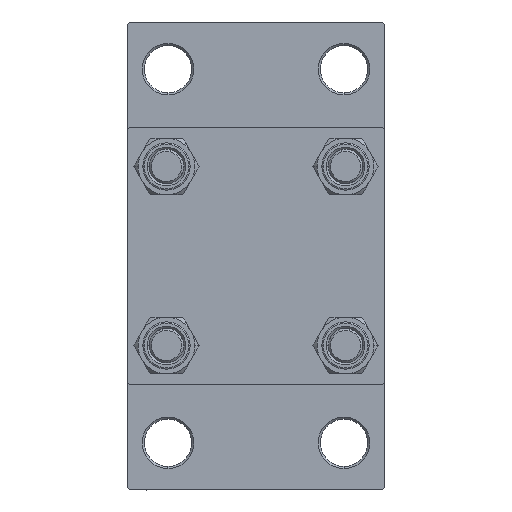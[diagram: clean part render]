
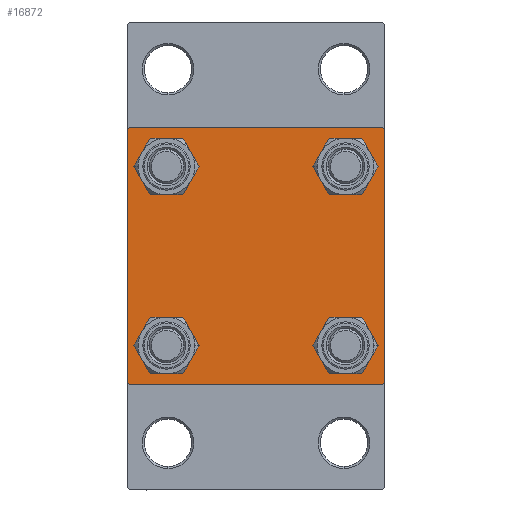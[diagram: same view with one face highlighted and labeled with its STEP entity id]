
A CAD part, left-side view. The second image highlights one B-rep face of the part: STEP entity #16872.
In plain terms, the highlighted planar face has unit normal (-1, 0, 0).
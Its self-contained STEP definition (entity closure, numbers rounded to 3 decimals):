
#236 = DIRECTION ( 'NONE',  ( 0., 0., -1. ) ) ;
#521 = DIRECTION ( 'NONE',  ( 0., 0., 1. ) ) ;
#567 = DIRECTION ( 'NONE',  ( 0., -1., 0. ) ) ;
#1110 = VERTEX_POINT ( 'NONE', #1407 ) ;
#1219 = CARTESIAN_POINT ( 'NONE',  ( 0., -30., -29.5 ) ) ;
#1407 = CARTESIAN_POINT ( 'NONE',  ( 0., -29.5, 30. ) ) ;
#2436 = VERTEX_POINT ( 'NONE', #36863 ) ;
#2709 = ORIENTED_EDGE ( 'NONE', *, *, #19127, .T. ) ;
#3219 = DIRECTION ( 'NONE',  ( 1., 0., 0. ) ) ;
#3932 = ORIENTED_EDGE ( 'NONE', *, *, #18067, .T. ) ;
#4107 = CARTESIAN_POINT ( 'NONE',  ( 0., -29.75, 29.75 ) ) ;
#4170 = CARTESIAN_POINT ( 'NONE',  ( 0., 29.75, 29.75 ) ) ;
#4407 = EDGE_CURVE ( 'NONE', #16447, #24467, #44531, .T. ) ;
#4605 = ORIENTED_EDGE ( 'NONE', *, *, #37394, .T. ) ;
#5457 = CARTESIAN_POINT ( 'NONE',  ( 0., -20.85, -20.85 ) ) ;
#5462 = AXIS2_PLACEMENT_3D ( 'NONE', #47138, #3219, #28431 ) ;
#5654 = LINE ( 'NONE', #7001, #24529 ) ;
#6052 = VECTOR ( 'NONE', #39087, 1000. ) ;
#6206 = EDGE_CURVE ( 'NONE', #12838, #38554, #37042, .T. ) ;
#6282 = CARTESIAN_POINT ( 'NONE',  ( 0., -20.85, -16.35 ) ) ;
#6356 = DIRECTION ( 'NONE',  ( 0., -0.707, 0.707 ) ) ;
#6359 = DIRECTION ( 'NONE',  ( -1., 0., 0. ) ) ;
#6628 = CARTESIAN_POINT ( 'NONE',  ( 0., 29.5, 30. ) ) ;
#6654 = CARTESIAN_POINT ( 'NONE',  ( 0., 30., 30. ) ) ;
#6759 = VECTOR ( 'NONE', #18536, 1000. ) ;
#6863 = VECTOR ( 'NONE', #236, 1000. ) ;
#7001 = CARTESIAN_POINT ( 'NONE',  ( 0., 29.75, -29.75 ) ) ;
#7318 = EDGE_LOOP ( 'NONE', ( #11974, #19651 ) ) ;
#7491 = DIRECTION ( 'NONE',  ( 0., 0., 1. ) ) ;
#7710 = CARTESIAN_POINT ( 'NONE',  ( 0., -29.75, -29.75 ) ) ;
#7874 = VERTEX_POINT ( 'NONE', #16236 ) ;
#8475 = VERTEX_POINT ( 'NONE', #1219 ) ;
#8614 = EDGE_CURVE ( 'NONE', #47261, #34398, #27840, .T. ) ;
#8915 = EDGE_CURVE ( 'NONE', #12838, #1110, #39505, .T. ) ;
#9054 = DIRECTION ( 'NONE',  ( 1., 0., 0. ) ) ;
#9232 = VERTEX_POINT ( 'NONE', #19976 ) ;
#9842 = ORIENTED_EDGE ( 'NONE', *, *, #25002, .T. ) ;
#10085 = DIRECTION ( 'NONE',  ( 1., 0., 0. ) ) ;
#10139 = VECTOR ( 'NONE', #26289, 1000. ) ;
#10322 = AXIS2_PLACEMENT_3D ( 'NONE', #29334, #33375, #521 ) ;
#10351 = EDGE_CURVE ( 'NONE', #24467, #16447, #21066, .T. ) ;
#11942 = EDGE_LOOP ( 'NONE', ( #9842, #20773, #30282, #28378, #32905, #3932, #34410, #29918 ) ) ;
#11974 = ORIENTED_EDGE ( 'NONE', *, *, #26261, .T. ) ;
#12523 = AXIS2_PLACEMENT_3D ( 'NONE', #17525, #10085, #13694 ) ;
#12723 = CARTESIAN_POINT ( 'NONE',  ( 0., 29.5, -30. ) ) ;
#12838 = VERTEX_POINT ( 'NONE', #6628 ) ;
#12911 = DIRECTION ( 'NONE',  ( 1., 0., 0. ) ) ;
#13018 = DIRECTION ( 'NONE',  ( 1., 0., 0. ) ) ;
#13670 = CIRCLE ( 'NONE', #23608, 4.5 ) ;
#13694 = DIRECTION ( 'NONE',  ( 0., 0., 1. ) ) ;
#13824 = AXIS2_PLACEMENT_3D ( 'NONE', #5457, #9054, #34717 ) ;
#13936 = VERTEX_POINT ( 'NONE', #44720 ) ;
#13949 = CARTESIAN_POINT ( 'NONE',  ( 0., 30., 30. ) ) ;
#14052 = AXIS2_PLACEMENT_3D ( 'NONE', #40579, #36017, #7491 ) ;
#14476 = AXIS2_PLACEMENT_3D ( 'NONE', #45651, #13018, #34348 ) ;
#16236 = CARTESIAN_POINT ( 'NONE',  ( 0., 20.85, 25.35 ) ) ;
#16447 = VERTEX_POINT ( 'NONE', #44822 ) ;
#16753 = EDGE_CURVE ( 'NONE', #37776, #28076, #13670, .T. ) ;
#16872 = ADVANCED_FACE ( 'NONE', ( #17878, #28434, #24607, #32238, #17175 ), #39668, .T. ) ;
#17061 = CARTESIAN_POINT ( 'NONE',  ( 0., -30., 30. ) ) ;
#17175 = FACE_OUTER_BOUND ( 'NONE', #11942, .T. ) ;
#17357 = LINE ( 'NONE', #4107, #6759 ) ;
#17402 = VECTOR ( 'NONE', #37555, 1000. ) ;
#17525 = CARTESIAN_POINT ( 'NONE',  ( 0., -20.85, -20.85 ) ) ;
#17878 = FACE_BOUND ( 'NONE', #25895, .T. ) ;
#17948 = VERTEX_POINT ( 'NONE', #20507 ) ;
#18067 = EDGE_CURVE ( 'NONE', #2436, #1110, #17357, .T. ) ;
#18357 = EDGE_LOOP ( 'NONE', ( #4605, #2709 ) ) ;
#18536 = DIRECTION ( 'NONE',  ( 0., 0.707, 0.707 ) ) ;
#18763 = LINE ( 'NONE', #7710, #42098 ) ;
#19072 = EDGE_CURVE ( 'NONE', #2436, #8475, #42698, .T. ) ;
#19127 = EDGE_CURVE ( 'NONE', #9232, #7874, #34392, .T. ) ;
#19651 = ORIENTED_EDGE ( 'NONE', *, *, #8614, .T. ) ;
#19910 = ORIENTED_EDGE ( 'NONE', *, *, #4407, .T. ) ;
#19976 = CARTESIAN_POINT ( 'NONE',  ( 0., 20.85, 16.35 ) ) ;
#20507 = CARTESIAN_POINT ( 'NONE',  ( 0., -29.5, -30. ) ) ;
#20603 = EDGE_CURVE ( 'NONE', #28076, #37776, #38279, .T. ) ;
#20773 = ORIENTED_EDGE ( 'NONE', *, *, #21068, .T. ) ;
#21066 = CIRCLE ( 'NONE', #10322, 4.5 ) ;
#21068 = EDGE_CURVE ( 'NONE', #13936, #22848, #5654, .T. ) ;
#21240 = CARTESIAN_POINT ( 'NONE',  ( 0., 0., 0. ) ) ;
#22089 = LINE ( 'NONE', #13949, #6863 ) ;
#22484 = CARTESIAN_POINT ( 'NONE',  ( 0., 30., -30. ) ) ;
#22848 = VERTEX_POINT ( 'NONE', #12723 ) ;
#23608 = AXIS2_PLACEMENT_3D ( 'NONE', #33245, #30134, #44771 ) ;
#24467 = VERTEX_POINT ( 'NONE', #27024 ) ;
#24529 = VECTOR ( 'NONE', #43452, 1000. ) ;
#24607 = FACE_BOUND ( 'NONE', #43487, .T. ) ;
#24615 = CARTESIAN_POINT ( 'NONE',  ( 0., -20.85, 25.35 ) ) ;
#25002 = EDGE_CURVE ( 'NONE', #38554, #13936, #22089, .T. ) ;
#25895 = EDGE_LOOP ( 'NONE', ( #27779, #31527 ) ) ;
#26261 = EDGE_CURVE ( 'NONE', #34398, #47261, #43716, .T. ) ;
#26289 = DIRECTION ( 'NONE',  ( 0., 0.707, -0.707 ) ) ;
#26611 = DIRECTION ( 'NONE',  ( 0., 0., 1. ) ) ;
#27024 = CARTESIAN_POINT ( 'NONE',  ( 0., 20.85, -25.35 ) ) ;
#27779 = ORIENTED_EDGE ( 'NONE', *, *, #20603, .T. ) ;
#27840 = CIRCLE ( 'NONE', #12523, 4.5 ) ;
#28076 = VERTEX_POINT ( 'NONE', #24615 ) ;
#28212 = AXIS2_PLACEMENT_3D ( 'NONE', #21240, #6359, #47141 ) ;
#28378 = ORIENTED_EDGE ( 'NONE', *, *, #47290, .T. ) ;
#28431 = DIRECTION ( 'NONE',  ( 0., 0., 1. ) ) ;
#28434 = FACE_BOUND ( 'NONE', #7318, .T. ) ;
#29038 = CARTESIAN_POINT ( 'NONE',  ( 0., -20.85, 16.35 ) ) ;
#29334 = CARTESIAN_POINT ( 'NONE',  ( 0., 20.85, -20.85 ) ) ;
#29918 = ORIENTED_EDGE ( 'NONE', *, *, #6206, .T. ) ;
#30134 = DIRECTION ( 'NONE',  ( 1., 0., 0. ) ) ;
#30282 = ORIENTED_EDGE ( 'NONE', *, *, #41784, .T. ) ;
#30362 = LINE ( 'NONE', #22484, #17402 ) ;
#31218 = CARTESIAN_POINT ( 'NONE',  ( 0., 30., 29.5 ) ) ;
#31527 = ORIENTED_EDGE ( 'NONE', *, *, #16753, .T. ) ;
#32238 = FACE_BOUND ( 'NONE', #18357, .T. ) ;
#32417 = VECTOR ( 'NONE', #567, 1000. ) ;
#32905 = ORIENTED_EDGE ( 'NONE', *, *, #19072, .F. ) ;
#33245 = CARTESIAN_POINT ( 'NONE',  ( 0., -20.85, 20.85 ) ) ;
#33375 = DIRECTION ( 'NONE',  ( 1., 0., 0. ) ) ;
#34348 = DIRECTION ( 'NONE',  ( 0., 0., 1. ) ) ;
#34392 = CIRCLE ( 'NONE', #14476, 4.5 ) ;
#34398 = VERTEX_POINT ( 'NONE', #6282 ) ;
#34410 = ORIENTED_EDGE ( 'NONE', *, *, #8915, .F. ) ;
#34502 = ORIENTED_EDGE ( 'NONE', *, *, #10351, .T. ) ;
#34717 = DIRECTION ( 'NONE',  ( 0., 0., 1. ) ) ;
#36017 = DIRECTION ( 'NONE',  ( 1., 0., 0. ) ) ;
#36246 = CIRCLE ( 'NONE', #14052, 4.5 ) ;
#36863 = CARTESIAN_POINT ( 'NONE',  ( 0., -30., 29.5 ) ) ;
#37042 = LINE ( 'NONE', #4170, #10139 ) ;
#37394 = EDGE_CURVE ( 'NONE', #7874, #9232, #36246, .T. ) ;
#37555 = DIRECTION ( 'NONE',  ( 0., -1., 0. ) ) ;
#37776 = VERTEX_POINT ( 'NONE', #29038 ) ;
#38279 = CIRCLE ( 'NONE', #41321, 4.5 ) ;
#38554 = VERTEX_POINT ( 'NONE', #31218 ) ;
#39087 = DIRECTION ( 'NONE',  ( 0., 0., -1. ) ) ;
#39505 = LINE ( 'NONE', #6654, #32417 ) ;
#39668 = PLANE ( 'NONE',  #28212 ) ;
#40579 = CARTESIAN_POINT ( 'NONE',  ( 0., 20.85, 20.85 ) ) ;
#41321 = AXIS2_PLACEMENT_3D ( 'NONE', #45782, #12911, #26611 ) ;
#41784 = EDGE_CURVE ( 'NONE', #22848, #17948, #30362, .T. ) ;
#42098 = VECTOR ( 'NONE', #6356, 1000. ) ;
#42580 = CARTESIAN_POINT ( 'NONE',  ( 0., -20.85, -25.35 ) ) ;
#42698 = LINE ( 'NONE', #17061, #6052 ) ;
#43452 = DIRECTION ( 'NONE',  ( 0., -0.707, -0.707 ) ) ;
#43487 = EDGE_LOOP ( 'NONE', ( #19910, #34502 ) ) ;
#43716 = CIRCLE ( 'NONE', #13824, 4.5 ) ;
#44531 = CIRCLE ( 'NONE', #5462, 4.5 ) ;
#44720 = CARTESIAN_POINT ( 'NONE',  ( 0., 30., -29.5 ) ) ;
#44771 = DIRECTION ( 'NONE',  ( 0., 0., 1. ) ) ;
#44822 = CARTESIAN_POINT ( 'NONE',  ( 0., 20.85, -16.35 ) ) ;
#45651 = CARTESIAN_POINT ( 'NONE',  ( 0., 20.85, 20.85 ) ) ;
#45782 = CARTESIAN_POINT ( 'NONE',  ( 0., -20.85, 20.85 ) ) ;
#47138 = CARTESIAN_POINT ( 'NONE',  ( 0., 20.85, -20.85 ) ) ;
#47141 = DIRECTION ( 'NONE',  ( 0., 0., 1. ) ) ;
#47261 = VERTEX_POINT ( 'NONE', #42580 ) ;
#47290 = EDGE_CURVE ( 'NONE', #17948, #8475, #18763, .T. ) ;
